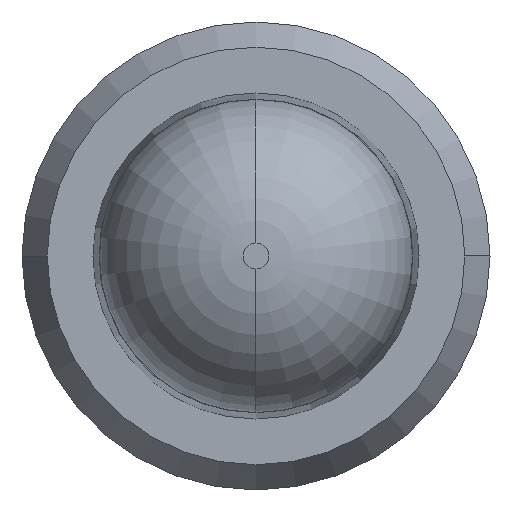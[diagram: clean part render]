
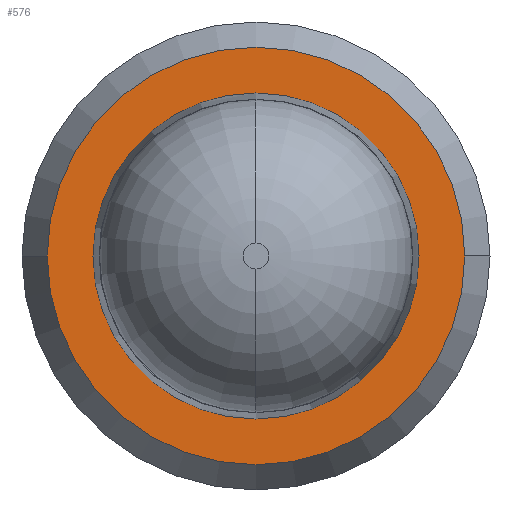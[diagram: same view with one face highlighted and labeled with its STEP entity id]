
A CAD part, left-side view. The second image highlights one B-rep face of the part: STEP entity #576.
In plain terms, the highlighted planar face has unit normal (-1, 0, 0).
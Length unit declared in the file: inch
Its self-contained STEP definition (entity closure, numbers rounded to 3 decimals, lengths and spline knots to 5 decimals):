
#1 = AXIS2_PLACEMENT_3D ( 'NONE', #834, #746, #710 ) ;
#17 = CARTESIAN_POINT ( 'NONE',  ( 0., 0., 0. ) ) ;
#19 = DIRECTION ( 'NONE',  ( 1., 0., 0. ) ) ;
#20 = DIRECTION ( 'NONE',  ( 0., 1., 0. ) ) ;
#42 = AXIS2_PLACEMENT_3D ( 'NONE', #17, #19, #20 ) ;
#52 = EDGE_CURVE ( 'NONE', #304, #570, #663, .T. ) ;
#64 = AXIS2_PLACEMENT_3D ( 'NONE', #340, #341, #343 ) ;
#77 = AXIS2_PLACEMENT_3D ( 'NONE', #879, #863, #826 ) ;
#121 = EDGE_CURVE ( 'NONE', #570, #304, #742, .T. ) ;
#136 = EDGE_CURVE ( 'NONE', #535, #624, #793, .T. ) ;
#164 = EDGE_CURVE ( 'NONE', #624, #535, #286, .T. ) ;
#191 = CARTESIAN_POINT ( 'NONE',  ( 0., 0., 0.01874 ) ) ;
#228 = ORIENTED_EDGE ( 'NONE', *, *, #52, .T. ) ;
#241 = ORIENTED_EDGE ( 'NONE', *, *, #136, .F. ) ;
#280 = DIRECTION ( 'NONE',  ( -1., 0., 0. ) ) ;
#286 = CIRCLE ( 'NONE', #42, 0.024 ) ;
#287 = DIRECTION ( 'NONE',  ( 0., -1., 0. ) ) ;
#304 = VERTEX_POINT ( 'NONE', #191 ) ;
#319 = FACE_OUTER_BOUND ( 'NONE', #499, .T. ) ;
#324 = FACE_BOUND ( 'NONE', #626, .T. ) ;
#331 = ORIENTED_EDGE ( 'NONE', *, *, #121, .T. ) ;
#340 = CARTESIAN_POINT ( 'NONE',  ( 0., 0., 0. ) ) ;
#341 = DIRECTION ( 'NONE',  ( 1., 0., 0. ) ) ;
#343 = DIRECTION ( 'NONE',  ( 0., 1., 0. ) ) ;
#354 = CARTESIAN_POINT ( 'NONE',  ( 0., -0.024, 0. ) ) ;
#358 = PLANE ( 'NONE',  #769 ) ;
#360 = CARTESIAN_POINT ( 'NONE',  ( 0., 0., -0.01874 ) ) ;
#393 = CARTESIAN_POINT ( 'NONE',  ( 0., 0.024, 0. ) ) ;
#499 = EDGE_LOOP ( 'NONE', ( #546, #241 ) ) ;
#535 = VERTEX_POINT ( 'NONE', #354 ) ;
#546 = ORIENTED_EDGE ( 'NONE', *, *, #164, .F. ) ;
#570 = VERTEX_POINT ( 'NONE', #360 ) ;
#576 = ADVANCED_FACE ( 'NONE', ( #324, #319 ), #358, .T. ) ;
#624 = VERTEX_POINT ( 'NONE', #393 ) ;
#626 = EDGE_LOOP ( 'NONE', ( #331, #228 ) ) ;
#663 = CIRCLE ( 'NONE', #1, 0.01874 ) ;
#710 = DIRECTION ( 'NONE',  ( 0., -1., 0. ) ) ;
#742 = CIRCLE ( 'NONE', #77, 0.01874 ) ;
#746 = DIRECTION ( 'NONE',  ( 1., 0., 0. ) ) ;
#769 = AXIS2_PLACEMENT_3D ( 'NONE', #890, #280, #287 ) ;
#793 = CIRCLE ( 'NONE', #64, 0.024 ) ;
#826 = DIRECTION ( 'NONE',  ( 0., -1., 0. ) ) ;
#834 = CARTESIAN_POINT ( 'NONE',  ( 0., 0., 0. ) ) ;
#863 = DIRECTION ( 'NONE',  ( 1., 0., 0. ) ) ;
#879 = CARTESIAN_POINT ( 'NONE',  ( 0., 0., 0. ) ) ;
#890 = CARTESIAN_POINT ( 'NONE',  ( 0., 0.024, 0. ) ) ;
